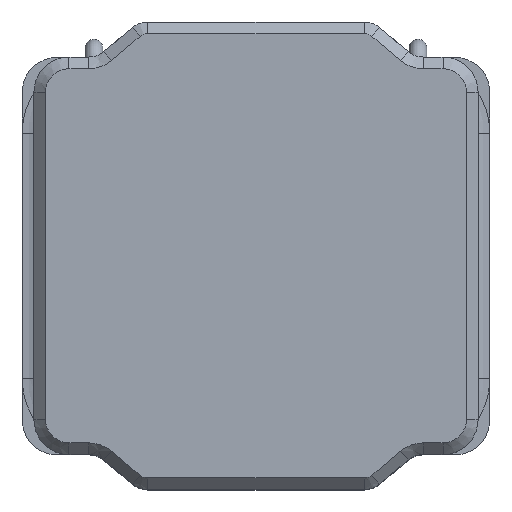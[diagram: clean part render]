
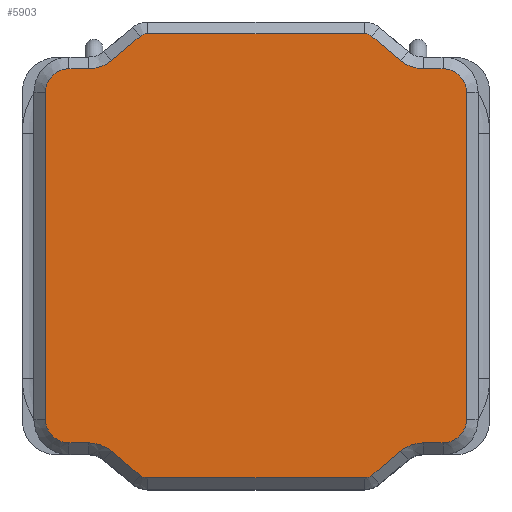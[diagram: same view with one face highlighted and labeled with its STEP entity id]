
A CAD part, top view. The second image highlights one B-rep face of the part: STEP entity #5903.
In plain terms, the highlighted planar face has unit normal (0, 0, 1).
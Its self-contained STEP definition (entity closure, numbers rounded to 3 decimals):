
#148=PLANE('',#6369);
#495=LINE('',#10051,#952);
#496=LINE('',#10055,#953);
#497=LINE('',#10059,#954);
#498=LINE('',#10063,#955);
#499=LINE('',#10067,#956);
#500=LINE('',#10071,#957);
#501=LINE('',#10075,#958);
#502=LINE('',#10079,#959);
#503=LINE('',#10083,#960);
#504=LINE('',#10087,#961);
#505=LINE('',#10091,#962);
#506=LINE('',#10095,#963);
#952=VECTOR('',#7468,1000.);
#953=VECTOR('',#7471,1000.);
#954=VECTOR('',#7474,1000.);
#955=VECTOR('',#7477,1000.);
#956=VECTOR('',#7480,1000.);
#957=VECTOR('',#7483,1000.);
#958=VECTOR('',#7486,1000.);
#959=VECTOR('',#7489,1000.);
#960=VECTOR('',#7492,1000.);
#961=VECTOR('',#7495,1000.);
#962=VECTOR('',#7498,1000.);
#963=VECTOR('',#7501,1000.);
#1307=FACE_OUTER_BOUND('',#1623,.T.);
#1623=EDGE_LOOP('',(#4354,#4355,#4356,#4357,#4358,#4359,#4360,#4361,#4362,
#4363,#4364,#4365,#4366,#4367,#4368,#4369,#4370,#4371,#4372,#4373,#4374,
#4375,#4376,#4377));
#1941=CIRCLE('',#6370,0.3);
#1942=CIRCLE('',#6371,0.1);
#1943=CIRCLE('',#6372,0.1);
#1944=CIRCLE('',#6373,0.3);
#1945=CIRCLE('',#6374,0.2);
#1946=CIRCLE('',#6375,0.2);
#1947=CIRCLE('',#6376,0.3);
#1948=CIRCLE('',#6377,0.1);
#1949=CIRCLE('',#6378,0.1);
#1950=CIRCLE('',#6379,0.3);
#1951=CIRCLE('',#6380,0.2);
#1952=CIRCLE('',#6381,0.2);
#2702=VERTEX_POINT('',#10049);
#2703=VERTEX_POINT('',#10050);
#2704=VERTEX_POINT('',#10052);
#2705=VERTEX_POINT('',#10054);
#2706=VERTEX_POINT('',#10056);
#2707=VERTEX_POINT('',#10058);
#2708=VERTEX_POINT('',#10060);
#2709=VERTEX_POINT('',#10062);
#2710=VERTEX_POINT('',#10064);
#2711=VERTEX_POINT('',#10066);
#2712=VERTEX_POINT('',#10068);
#2713=VERTEX_POINT('',#10070);
#2714=VERTEX_POINT('',#10072);
#2715=VERTEX_POINT('',#10074);
#2716=VERTEX_POINT('',#10076);
#2717=VERTEX_POINT('',#10078);
#2718=VERTEX_POINT('',#10080);
#2719=VERTEX_POINT('',#10082);
#2720=VERTEX_POINT('',#10084);
#2721=VERTEX_POINT('',#10086);
#2722=VERTEX_POINT('',#10088);
#2723=VERTEX_POINT('',#10090);
#2724=VERTEX_POINT('',#10092);
#2725=VERTEX_POINT('',#10094);
#3368=EDGE_CURVE('',#2702,#2703,#495,.T.);
#3369=EDGE_CURVE('',#2703,#2704,#1941,.T.);
#3370=EDGE_CURVE('',#2704,#2705,#496,.T.);
#3371=EDGE_CURVE('',#2705,#2706,#1942,.T.);
#3372=EDGE_CURVE('',#2706,#2707,#497,.T.);
#3373=EDGE_CURVE('',#2707,#2708,#1943,.T.);
#3374=EDGE_CURVE('',#2708,#2709,#498,.T.);
#3375=EDGE_CURVE('',#2709,#2710,#1944,.T.);
#3376=EDGE_CURVE('',#2710,#2711,#499,.T.);
#3377=EDGE_CURVE('',#2711,#2712,#1945,.T.);
#3378=EDGE_CURVE('',#2712,#2713,#500,.T.);
#3379=EDGE_CURVE('',#2713,#2714,#1946,.T.);
#3380=EDGE_CURVE('',#2714,#2715,#501,.T.);
#3381=EDGE_CURVE('',#2715,#2716,#1947,.T.);
#3382=EDGE_CURVE('',#2716,#2717,#502,.T.);
#3383=EDGE_CURVE('',#2717,#2718,#1948,.T.);
#3384=EDGE_CURVE('',#2718,#2719,#503,.T.);
#3385=EDGE_CURVE('',#2719,#2720,#1949,.T.);
#3386=EDGE_CURVE('',#2720,#2721,#504,.T.);
#3387=EDGE_CURVE('',#2721,#2722,#1950,.T.);
#3388=EDGE_CURVE('',#2722,#2723,#505,.T.);
#3389=EDGE_CURVE('',#2723,#2724,#1951,.T.);
#3390=EDGE_CURVE('',#2724,#2725,#506,.T.);
#3391=EDGE_CURVE('',#2725,#2702,#1952,.T.);
#4354=ORIENTED_EDGE('',*,*,#3368,.T.);
#4355=ORIENTED_EDGE('',*,*,#3369,.T.);
#4356=ORIENTED_EDGE('',*,*,#3370,.T.);
#4357=ORIENTED_EDGE('',*,*,#3371,.T.);
#4358=ORIENTED_EDGE('',*,*,#3372,.T.);
#4359=ORIENTED_EDGE('',*,*,#3373,.T.);
#4360=ORIENTED_EDGE('',*,*,#3374,.T.);
#4361=ORIENTED_EDGE('',*,*,#3375,.T.);
#4362=ORIENTED_EDGE('',*,*,#3376,.T.);
#4363=ORIENTED_EDGE('',*,*,#3377,.T.);
#4364=ORIENTED_EDGE('',*,*,#3378,.T.);
#4365=ORIENTED_EDGE('',*,*,#3379,.T.);
#4366=ORIENTED_EDGE('',*,*,#3380,.T.);
#4367=ORIENTED_EDGE('',*,*,#3381,.T.);
#4368=ORIENTED_EDGE('',*,*,#3382,.T.);
#4369=ORIENTED_EDGE('',*,*,#3383,.T.);
#4370=ORIENTED_EDGE('',*,*,#3384,.T.);
#4371=ORIENTED_EDGE('',*,*,#3385,.T.);
#4372=ORIENTED_EDGE('',*,*,#3386,.T.);
#4373=ORIENTED_EDGE('',*,*,#3387,.T.);
#4374=ORIENTED_EDGE('',*,*,#3388,.T.);
#4375=ORIENTED_EDGE('',*,*,#3389,.T.);
#4376=ORIENTED_EDGE('',*,*,#3390,.T.);
#4377=ORIENTED_EDGE('',*,*,#3391,.T.);
#5903=ADVANCED_FACE('',(#1307),#148,.T.);
#6369=AXIS2_PLACEMENT_3D('',#10048,#7466,#7467);
#6370=AXIS2_PLACEMENT_3D('',#10053,#7469,#7470);
#6371=AXIS2_PLACEMENT_3D('',#10057,#7472,#7473);
#6372=AXIS2_PLACEMENT_3D('',#10061,#7475,#7476);
#6373=AXIS2_PLACEMENT_3D('',#10065,#7478,#7479);
#6374=AXIS2_PLACEMENT_3D('',#10069,#7481,#7482);
#6375=AXIS2_PLACEMENT_3D('',#10073,#7484,#7485);
#6376=AXIS2_PLACEMENT_3D('',#10077,#7487,#7488);
#6377=AXIS2_PLACEMENT_3D('',#10081,#7490,#7491);
#6378=AXIS2_PLACEMENT_3D('',#10085,#7493,#7494);
#6379=AXIS2_PLACEMENT_3D('',#10089,#7496,#7497);
#6380=AXIS2_PLACEMENT_3D('',#10093,#7499,#7500);
#6381=AXIS2_PLACEMENT_3D('',#10096,#7502,#7503);
#7466=DIRECTION('center_axis',(0.,0.,1.));
#7467=DIRECTION('ref_axis',(1.,0.,0.));
#7468=DIRECTION('',(1.,0.,0.));
#7469=DIRECTION('center_axis',(0.,0.,-1.));
#7470=DIRECTION('ref_axis',(1.,0.,0.));
#7471=DIRECTION('',(0.766,-0.643,0.));
#7472=DIRECTION('center_axis',(0.,0.,1.));
#7473=DIRECTION('ref_axis',(1.,0.,0.));
#7474=DIRECTION('',(1.,0.,0.));
#7475=DIRECTION('center_axis',(0.,0.,1.));
#7476=DIRECTION('ref_axis',(1.,0.,0.));
#7477=DIRECTION('',(0.766,0.643,0.));
#7478=DIRECTION('center_axis',(0.,0.,-1.));
#7479=DIRECTION('ref_axis',(1.,0.,0.));
#7480=DIRECTION('',(1.,0.,0.));
#7481=DIRECTION('center_axis',(0.,0.,1.));
#7482=DIRECTION('ref_axis',(1.,0.,0.));
#7483=DIRECTION('',(0.,1.,0.));
#7484=DIRECTION('center_axis',(0.,0.,1.));
#7485=DIRECTION('ref_axis',(1.,0.,0.));
#7486=DIRECTION('',(-1.,0.,0.));
#7487=DIRECTION('center_axis',(0.,0.,-1.));
#7488=DIRECTION('ref_axis',(1.,0.,0.));
#7489=DIRECTION('',(-0.766,0.643,0.));
#7490=DIRECTION('center_axis',(0.,0.,1.));
#7491=DIRECTION('ref_axis',(1.,0.,0.));
#7492=DIRECTION('',(-1.,0.,0.));
#7493=DIRECTION('center_axis',(0.,0.,1.));
#7494=DIRECTION('ref_axis',(1.,0.,0.));
#7495=DIRECTION('',(-0.766,-0.643,0.));
#7496=DIRECTION('center_axis',(0.,0.,-1.));
#7497=DIRECTION('ref_axis',(1.,0.,0.));
#7498=DIRECTION('',(-1.,0.,0.));
#7499=DIRECTION('center_axis',(0.,0.,1.));
#7500=DIRECTION('ref_axis',(1.,0.,0.));
#7501=DIRECTION('',(0.,-1.,0.));
#7502=DIRECTION('center_axis',(0.,0.,1.));
#7503=DIRECTION('ref_axis',(1.,0.,0.));
#10048=CARTESIAN_POINT('Origin',(0.,0.,1.91));
#10049=CARTESIAN_POINT('',(-1.6,-1.6,1.91));
#10050=CARTESIAN_POINT('',(-1.43,-1.6,1.91));
#10051=CARTESIAN_POINT('',(-1.43,-1.6,1.91));
#10052=CARTESIAN_POINT('',(-1.237,-1.67,1.91));
#10053=CARTESIAN_POINT('Origin',(-1.43,-1.9,1.91));
#10054=CARTESIAN_POINT('',(-0.991,-1.877,1.91));
#10055=CARTESIAN_POINT('',(-0.991,-1.877,1.91));
#10056=CARTESIAN_POINT('',(-0.927,-1.9,1.91));
#10057=CARTESIAN_POINT('Origin',(-0.927,-1.8,1.91));
#10058=CARTESIAN_POINT('',(0.927,-1.9,1.91));
#10059=CARTESIAN_POINT('',(0.927,-1.9,1.91));
#10060=CARTESIAN_POINT('',(0.991,-1.877,1.91));
#10061=CARTESIAN_POINT('Origin',(0.927,-1.8,1.91));
#10062=CARTESIAN_POINT('',(1.237,-1.67,1.91));
#10063=CARTESIAN_POINT('',(1.237,-1.67,1.91));
#10064=CARTESIAN_POINT('',(1.43,-1.6,1.91));
#10065=CARTESIAN_POINT('Origin',(1.43,-1.9,1.91));
#10066=CARTESIAN_POINT('',(1.6,-1.6,1.91));
#10067=CARTESIAN_POINT('',(1.6,-1.6,1.91));
#10068=CARTESIAN_POINT('',(1.8,-1.4,1.91));
#10069=CARTESIAN_POINT('Origin',(1.6,-1.4,1.91));
#10070=CARTESIAN_POINT('',(1.8,1.4,1.91));
#10071=CARTESIAN_POINT('',(1.8,1.4,1.91));
#10072=CARTESIAN_POINT('',(1.6,1.6,1.91));
#10073=CARTESIAN_POINT('Origin',(1.6,1.4,1.91));
#10074=CARTESIAN_POINT('',(1.43,1.6,1.91));
#10075=CARTESIAN_POINT('',(1.43,1.6,1.91));
#10076=CARTESIAN_POINT('',(1.237,1.67,1.91));
#10077=CARTESIAN_POINT('Origin',(1.43,1.9,1.91));
#10078=CARTESIAN_POINT('',(0.991,1.877,1.91));
#10079=CARTESIAN_POINT('',(0.991,1.877,1.91));
#10080=CARTESIAN_POINT('',(0.927,1.9,1.91));
#10081=CARTESIAN_POINT('Origin',(0.927,1.8,1.91));
#10082=CARTESIAN_POINT('',(-0.927,1.9,1.91));
#10083=CARTESIAN_POINT('',(-0.927,1.9,1.91));
#10084=CARTESIAN_POINT('',(-0.991,1.877,1.91));
#10085=CARTESIAN_POINT('Origin',(-0.927,1.8,1.91));
#10086=CARTESIAN_POINT('',(-1.237,1.67,1.91));
#10087=CARTESIAN_POINT('',(-1.237,1.67,1.91));
#10088=CARTESIAN_POINT('',(-1.43,1.6,1.91));
#10089=CARTESIAN_POINT('Origin',(-1.43,1.9,1.91));
#10090=CARTESIAN_POINT('',(-1.6,1.6,1.91));
#10091=CARTESIAN_POINT('',(-1.6,1.6,1.91));
#10092=CARTESIAN_POINT('',(-1.8,1.4,1.91));
#10093=CARTESIAN_POINT('Origin',(-1.6,1.4,1.91));
#10094=CARTESIAN_POINT('',(-1.8,-1.4,1.91));
#10095=CARTESIAN_POINT('',(-1.8,-1.4,1.91));
#10096=CARTESIAN_POINT('Origin',(-1.6,-1.4,1.91));
